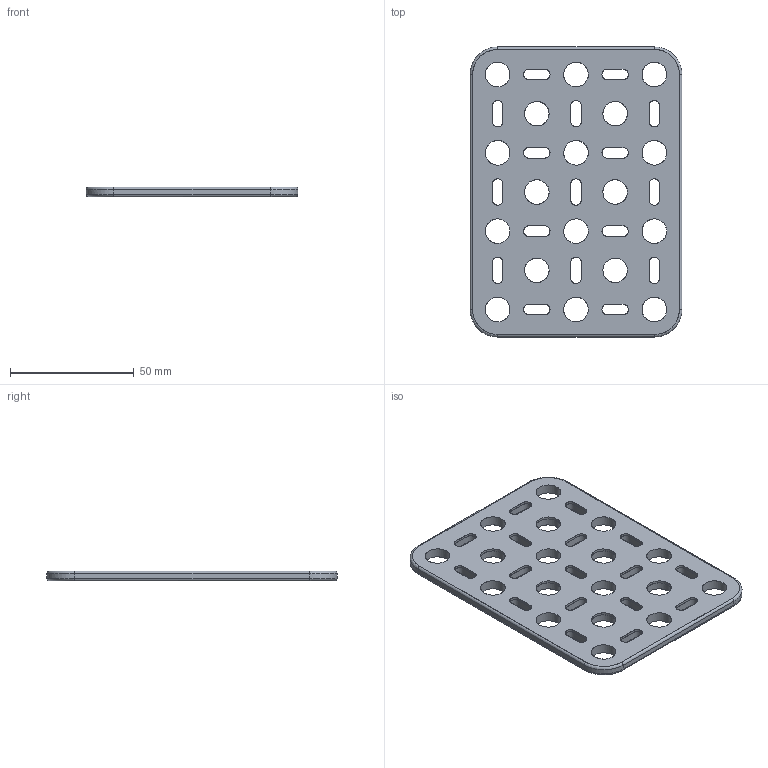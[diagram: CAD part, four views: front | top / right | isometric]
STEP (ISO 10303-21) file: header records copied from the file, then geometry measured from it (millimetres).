
FILE_DESCRIPTION((''),'2;1');
FILE_NAME('T3-4.stp','2021-10-30T00:52:25',(''),(''),'AutoCAD STEP 2000i','AutoCAD 2000i',', , ');
FILE_SCHEMA(('CONFIG_CONTROL_DESIGN'));
Length unit declared in the file: millimetre
Products named in the file (1): T3-4
Bounding box: 85.55 x 117.2 x 3.95 mm (x, y, z)
Surface area: 20677.6 mm2 (no closed solid volume)
Topology: 0 solids, 0 shells, 96 faces, 424 edges, 338 vertices
Faces by surface type: bspline 96
Entity records: 17726 total; most frequent: CARTESIAN_POINT 15809, PCURVE 424, COMPOSITE_CURVE_SEGMENT 424, QUASI_UNIFORM_CURVE 416, B_SPLINE_CURVE_WITH_KNOTS 260, OUTER_BOUNDARY_CURVE 96, CURVE_BOUNDED_SURFACE 96, BOUNDARY_CURVE 82
